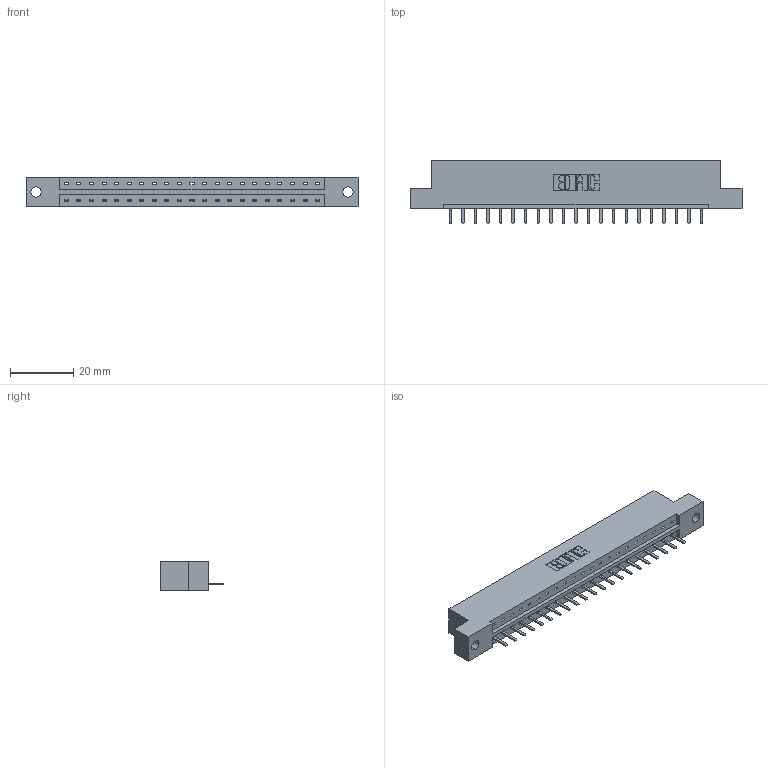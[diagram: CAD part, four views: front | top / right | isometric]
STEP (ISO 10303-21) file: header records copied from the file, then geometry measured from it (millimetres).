
FILE_DESCRIPTION (( 'STEP AP203' ), '1' );
FILE_NAME ('333-021-520-102.STEP', '2018-08-02T00:52:24', ( '' ), ( '' ), 'SwSTEP 2.0', 'SolidWorks 2016', '' );
FILE_SCHEMA (( 'CONFIG_CONTROL_DESIGN' ));
Length unit declared in the file: inch
Products named in the file (3): 333 Part_Flush - .128 Dia; 345-292-001_345-293-120; 333-021-520-102
Assembly tree (22 placements, depth 2):
  333-021-520-102
    333 Part_Flush - .128 Dia
    345-292-001_345-293-120  x21
Bounding box: 104.75 x 20.02 x 9.4 mm (x, y, z)
Volume: 10263.1 mm3; surface area: 10482.9 mm2
Topology: 22 solids, 22 shells, 1416 faces, 4175 edges, 2726 vertices
Faces by surface type: plane 994, cylinder 422
Entity records: 15671 total; most frequent: CARTESIAN_POINT 2725, ORIENTED_EDGE 2670, DIRECTION 2329, EDGE_CURVE 1335, VECTOR 1203, LINE 1203, VERTEX_POINT 886, AXIS2_PLACEMENT_3D 563
